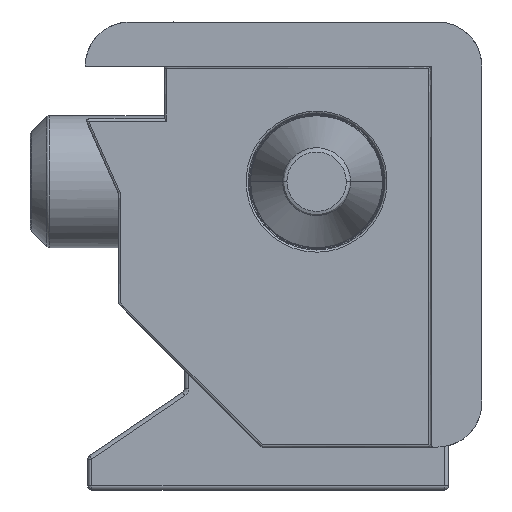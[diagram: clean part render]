
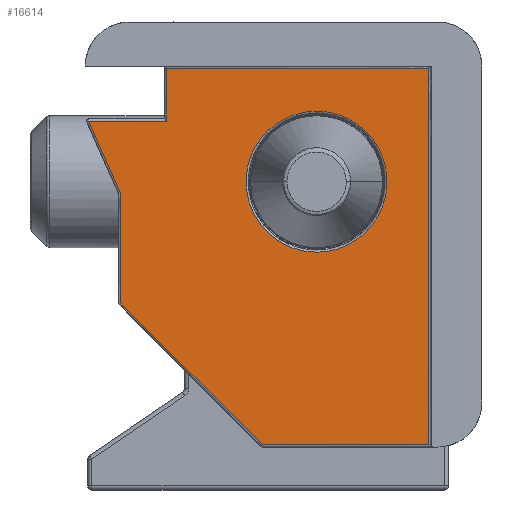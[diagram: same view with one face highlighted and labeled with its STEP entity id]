
A CAD part, front view. The second image highlights one B-rep face of the part: STEP entity #16614.
In plain terms, the highlighted free-form (B-spline) face has degree [1, 1] with [2, 2] control points.
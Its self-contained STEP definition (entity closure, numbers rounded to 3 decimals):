
#15599 = EDGE_CURVE('',#15600,#15602,#15604,.T.);
#15600 = VERTEX_POINT('',#15601);
#15601 = CARTESIAN_POINT('',(913.97,1199.775,
    1784.489));
#15602 = VERTEX_POINT('',#15603);
#15603 = CARTESIAN_POINT('',(913.97,1199.775,
    1775.559));
#15604 = ( BOUNDED_CURVE() B_SPLINE_CURVE(2,(#15605,#15606,#15607,#15608
,#15609),.UNSPECIFIED.,.F.,.F.) B_SPLINE_CURVE_WITH_KNOTS((3,2,3),(
    3.142,4.712,6.283),
.PIECEWISE_BEZIER_KNOTS.) CURVE() GEOMETRIC_REPRESENTATION_ITEM() 
RATIONAL_B_SPLINE_CURVE((1.,0.707,1.,0.707,1.)) 
REPRESENTATION_ITEM('') );
#15605 = CARTESIAN_POINT('',(913.97,1199.775,
    1784.489));
#15606 = CARTESIAN_POINT('',(918.435,1199.775,
    1784.489));
#15607 = CARTESIAN_POINT('',(918.435,1199.775,
    1780.024));
#15608 = CARTESIAN_POINT('',(918.435,1199.775,
    1775.559));
#15609 = CARTESIAN_POINT('',(913.97,1199.775,
    1775.559));
#16614 = ADVANCED_FACE('',(#16615,#16673),#16684,.T.);
#16615 = FACE_BOUND('',#16616,.T.);
#16616 = EDGE_LOOP('',(#16617,#16626,#16633,#16640,#16647,#16654,#16661,
    #16668));
#16617 = ORIENTED_EDGE('',*,*,#16618,.T.);
#16618 = EDGE_CURVE('',#16619,#16621,#16623,.T.);
#16619 = VERTEX_POINT('',#16620);
#16620 = CARTESIAN_POINT('',(921.086,1199.775,
    1763.351));
#16621 = VERTEX_POINT('',#16622);
#16622 = CARTESIAN_POINT('',(921.086,1199.775,
    1787.209));
#16623 = B_SPLINE_CURVE_WITH_KNOTS('',1,(#16624,#16625),.UNSPECIFIED.,
  .F.,.F.,(2,2),(-19.2,-2.1),.PIECEWISE_BEZIER_KNOTS.);
#16624 = CARTESIAN_POINT('',(921.086,1199.775,
    1763.351));
#16625 = CARTESIAN_POINT('',(921.086,1199.775,
    1787.209));
#16626 = ORIENTED_EDGE('',*,*,#16627,.T.);
#16627 = EDGE_CURVE('',#16621,#16628,#16630,.T.);
#16628 = VERTEX_POINT('',#16629);
#16629 = CARTESIAN_POINT('',(904.483,1199.775,
    1787.209));
#16630 = B_SPLINE_CURVE_WITH_KNOTS('',1,(#16631,#16632),.UNSPECIFIED.,
  .F.,.F.,(2,2),(2.4,14.3),.PIECEWISE_BEZIER_KNOTS.);
#16631 = CARTESIAN_POINT('',(921.086,1199.775,
    1787.209));
#16632 = CARTESIAN_POINT('',(904.483,1199.775,
    1787.209));
#16633 = ORIENTED_EDGE('',*,*,#16634,.T.);
#16634 = EDGE_CURVE('',#16628,#16635,#16637,.T.);
#16635 = VERTEX_POINT('',#16636);
#16636 = CARTESIAN_POINT('',(904.483,1199.775,
    1783.861));
#16637 = B_SPLINE_CURVE_WITH_KNOTS('',1,(#16638,#16639),.UNSPECIFIED.,
  .F.,.F.,(2,2),(-2.3,0.1),.PIECEWISE_BEZIER_KNOTS.);
#16638 = CARTESIAN_POINT('',(904.483,1199.775,
    1787.209));
#16639 = CARTESIAN_POINT('',(904.483,1199.775,
    1783.861));
#16640 = ORIENTED_EDGE('',*,*,#16641,.T.);
#16641 = EDGE_CURVE('',#16635,#16642,#16644,.T.);
#16642 = VERTEX_POINT('',#16643);
#16643 = CARTESIAN_POINT('',(899.535,1199.775,
    1783.861));
#16644 = B_SPLINE_CURVE_WITH_KNOTS('',1,(#16645,#16646),.UNSPECIFIED.,
  .F.,.F.,(2,2),(14.3,17.847),.PIECEWISE_BEZIER_KNOTS.);
#16645 = CARTESIAN_POINT('',(904.483,1199.775,
    1783.861));
#16646 = CARTESIAN_POINT('',(899.535,1199.775,
    1783.861));
#16647 = ORIENTED_EDGE('',*,*,#16648,.T.);
#16648 = EDGE_CURVE('',#16642,#16649,#16651,.T.);
#16649 = VERTEX_POINT('',#16650);
#16650 = CARTESIAN_POINT('',(901.553,1199.775,
    1779.286));
#16651 = B_SPLINE_CURVE_WITH_KNOTS('',1,(#16652,#16653),.UNSPECIFIED.,
  .F.,.F.,(2,2),(-3.563,0.021),
  .PIECEWISE_BEZIER_KNOTS.);
#16652 = CARTESIAN_POINT('',(899.535,1199.775,
    1783.861));
#16653 = CARTESIAN_POINT('',(901.553,1199.775,
    1779.286));
#16654 = ORIENTED_EDGE('',*,*,#16655,.T.);
#16655 = EDGE_CURVE('',#16649,#16656,#16658,.T.);
#16656 = VERTEX_POINT('',#16657);
#16657 = CARTESIAN_POINT('',(901.553,1199.775,
    1772.338));
#16658 = B_SPLINE_CURVE_WITH_KNOTS('',1,(#16659,#16660),.UNSPECIFIED.,
  .F.,.F.,(2,2),(-5.021,-0.041),
  .PIECEWISE_BEZIER_KNOTS.);
#16659 = CARTESIAN_POINT('',(901.553,1199.775,
    1779.286));
#16660 = CARTESIAN_POINT('',(901.553,1199.775,
    1772.338));
#16661 = ORIENTED_EDGE('',*,*,#16662,.T.);
#16662 = EDGE_CURVE('',#16656,#16663,#16665,.T.);
#16663 = VERTEX_POINT('',#16664);
#16664 = CARTESIAN_POINT('',(910.54,1199.775,
    1763.351));
#16665 = B_SPLINE_CURVE_WITH_KNOTS('',1,(#16666,#16667),.UNSPECIFIED.,
  .F.,.F.,(2,2),(-2.575,6.535),
  .PIECEWISE_BEZIER_KNOTS.);
#16666 = CARTESIAN_POINT('',(901.553,1199.775,
    1772.338));
#16667 = CARTESIAN_POINT('',(910.54,1199.775,
    1763.351));
#16668 = ORIENTED_EDGE('',*,*,#16669,.T.);
#16669 = EDGE_CURVE('',#16663,#16619,#16670,.T.);
#16670 = B_SPLINE_CURVE_WITH_KNOTS('',1,(#16671,#16672),.UNSPECIFIED.,
  .F.,.F.,(2,2),(-9.959,-2.4),.PIECEWISE_BEZIER_KNOTS.);
#16671 = CARTESIAN_POINT('',(910.54,1199.775,
    1763.351));
#16672 = CARTESIAN_POINT('',(921.086,1199.775,
    1763.351));
#16673 = FACE_BOUND('',#16674,.T.);
#16674 = EDGE_LOOP('',(#16675,#16683));
#16675 = ORIENTED_EDGE('',*,*,#16676,.T.);
#16676 = EDGE_CURVE('',#15602,#15600,#16677,.T.);
#16677 = ( BOUNDED_CURVE() B_SPLINE_CURVE(2,(#16678,#16679,#16680,#16681
,#16682),.UNSPECIFIED.,.F.,.F.) B_SPLINE_CURVE_WITH_KNOTS((3,2,3),(0.,
1.571,3.142),.PIECEWISE_BEZIER_KNOTS.) CURVE() 
GEOMETRIC_REPRESENTATION_ITEM() RATIONAL_B_SPLINE_CURVE((1.,
0.707,1.,0.707,1.)) REPRESENTATION_ITEM('') );
#16678 = CARTESIAN_POINT('',(913.97,1199.775,
    1775.559));
#16679 = CARTESIAN_POINT('',(909.506,1199.775,
    1775.559));
#16680 = CARTESIAN_POINT('',(909.506,1199.775,
    1780.024));
#16681 = CARTESIAN_POINT('',(909.506,1199.775,
    1784.489));
#16682 = CARTESIAN_POINT('',(913.97,1199.775,
    1784.489));
#16683 = ORIENTED_EDGE('',*,*,#15599,.T.);
#16684 = B_SPLINE_SURFACE_WITH_KNOTS('',1,1,(
    (#16685,#16686)
    ,(#16687,#16688
    )),.UNSPECIFIED.,.F.,.F.,.F.,(2,2),(2,2),(2.1,19.2),(-17.847
    ,-2.4),.PIECEWISE_BEZIER_KNOTS.);
#16685 = CARTESIAN_POINT('',(899.535,1199.775,
    1787.209));
#16686 = CARTESIAN_POINT('',(921.086,1199.775,
    1787.209));
#16687 = CARTESIAN_POINT('',(899.535,1199.775,
    1763.351));
#16688 = CARTESIAN_POINT('',(921.086,1199.775,
    1763.351));
